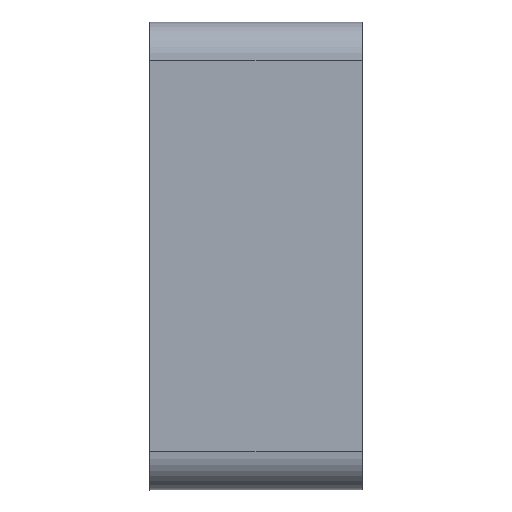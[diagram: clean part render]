
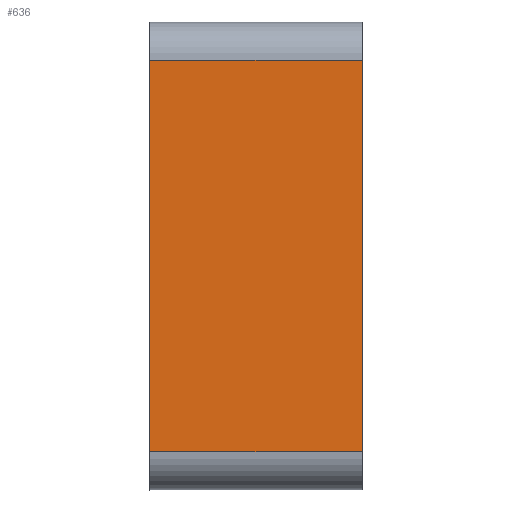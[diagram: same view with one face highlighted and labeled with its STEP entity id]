
A CAD part, front view. The second image highlights one B-rep face of the part: STEP entity #636.
In plain terms, the highlighted planar face has unit normal (0, -1, 0).
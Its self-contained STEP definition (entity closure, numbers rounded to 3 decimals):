
#46=PLANE('',#718);
#75=FACE_OUTER_BOUND('',#120,.T.);
#120=EDGE_LOOP('',(#560,#561,#562,#563));
#133=LINE('',#933,#187);
#146=LINE('',#990,#200);
#178=LINE('',#1087,#232);
#179=LINE('',#1088,#233);
#187=VECTOR('',#741,10.);
#200=VECTOR('',#788,10.);
#232=VECTOR('',#896,10.);
#233=VECTOR('',#897,10.);
#276=VERTEX_POINT('',#931);
#277=VERTEX_POINT('',#932);
#302=VERTEX_POINT('',#986);
#304=VERTEX_POINT('',#989);
#335=EDGE_CURVE('',#276,#277,#133,.F.);
#363=EDGE_CURVE('',#304,#302,#146,.F.);
#412=EDGE_CURVE('',#302,#277,#178,.T.);
#413=EDGE_CURVE('',#304,#276,#179,.T.);
#560=ORIENTED_EDGE('',*,*,#363,.T.);
#561=ORIENTED_EDGE('',*,*,#412,.T.);
#562=ORIENTED_EDGE('',*,*,#335,.F.);
#563=ORIENTED_EDGE('',*,*,#413,.F.);
#636=ADVANCED_FACE('',(#75),#46,.T.);
#718=AXIS2_PLACEMENT_3D('',#1086,#894,#895);
#741=DIRECTION('',(0.,0.,1.));
#788=DIRECTION('',(0.,0.,1.));
#894=DIRECTION('center_axis',(0.,-1.,0.));
#895=DIRECTION('ref_axis',(0.,0.,-1.));
#896=DIRECTION('',(1.,0.,0.));
#897=DIRECTION('',(1.,0.,0.));
#931=CARTESIAN_POINT('',(133.5,-28.9,153.97));
#932=CARTESIAN_POINT('',(133.5,-28.9,105.57));
#933=CARTESIAN_POINT('',(133.5,-28.9,141.87));
#986=CARTESIAN_POINT('',(107.25,-28.9,105.57));
#989=CARTESIAN_POINT('',(107.25,-28.9,153.97));
#990=CARTESIAN_POINT('',(107.25,-28.9,129.77));
#1086=CARTESIAN_POINT('Origin',(107.25,-28.9,153.97));
#1087=CARTESIAN_POINT('',(107.25,-28.9,105.57));
#1088=CARTESIAN_POINT('',(107.25,-28.9,153.97));
